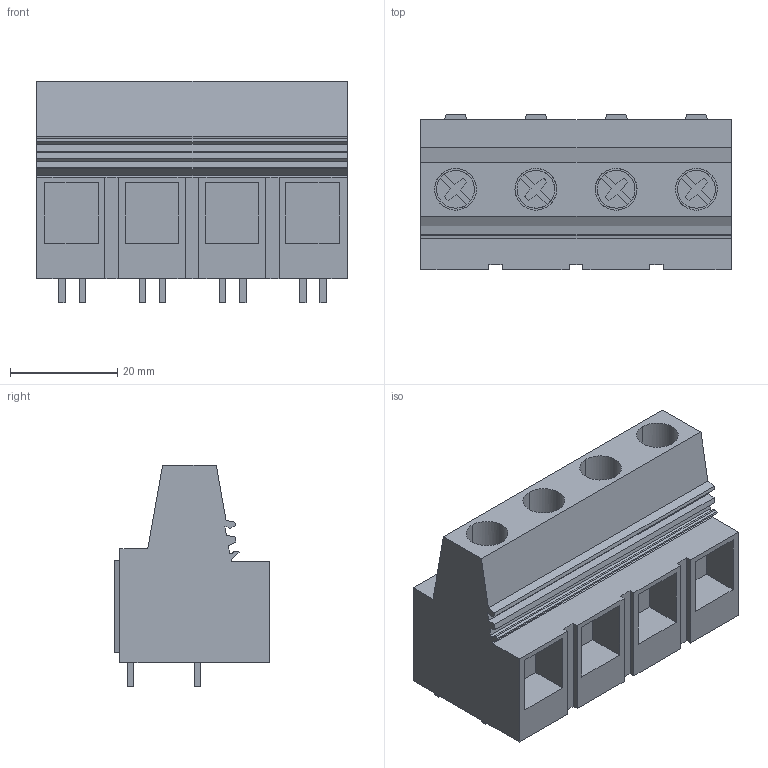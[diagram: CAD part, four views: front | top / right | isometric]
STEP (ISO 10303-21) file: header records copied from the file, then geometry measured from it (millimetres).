
FILE_DESCRIPTION(('CATIA V5 STEP Exchange','CAx-IF Rec.Pracs.--- Model Styling and Organization---1.2---2011-12-15'),'2;1');
FILE_NAME ('D1449861_0_1226480000_1226480000.stp','2018-04-13T09:38:51+00:00',('none'),('Weidmueller'),'CATIA Version 5-6 Release 2014','CATIA V5 STEP AP214','none');
FILE_SCHEMA(('AUTOMOTIVE_DESIGN { 1 0 10303 214 1 1 1 1 }'));
Length unit declared in the file: millimetre
Products named in the file (1): 1226480000 
Bounding box: 58 x 29.06 x 41.45 mm (x, y, z)
Volume: 37706.9 mm3; surface area: 14506 mm2
Topology: 13 solids, 13 shells, 396 faces, 1064 edges, 714 vertices
Faces by surface type: plane 353, cylinder 35, extrusion 8
Entity records: 12114 total; most frequent: CARTESIAN_POINT 2675, ORIENTED_EDGE 2128, DIRECTION 1576, EDGE_CURVE 1064, VECTOR 970, LINE 962, VERTEX_POINT 714, EDGE_LOOP 416
